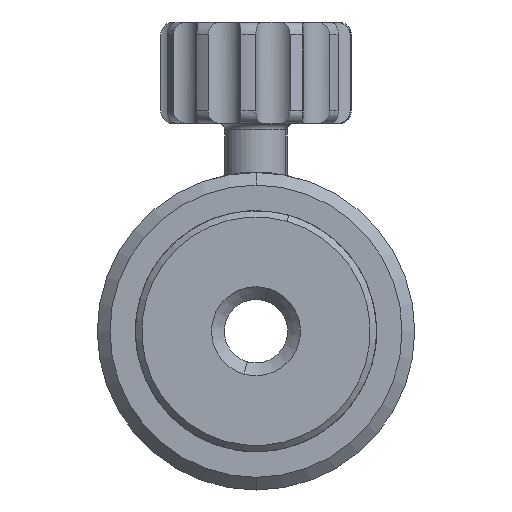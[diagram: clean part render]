
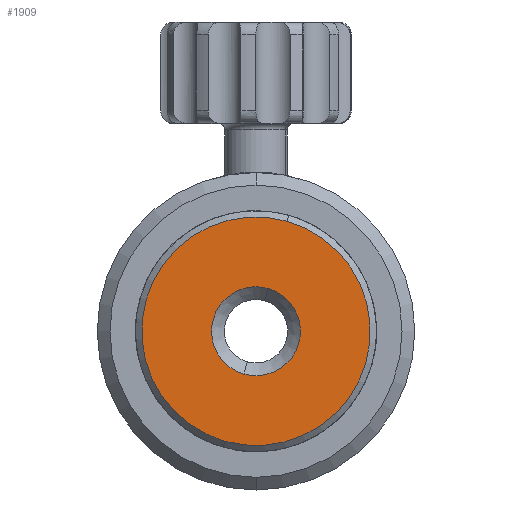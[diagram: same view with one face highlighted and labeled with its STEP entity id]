
A CAD part, front view. The second image highlights one B-rep face of the part: STEP entity #1909.
In plain terms, the highlighted planar face has unit normal (0, -1, 0).
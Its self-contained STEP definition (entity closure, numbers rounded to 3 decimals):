
#157 = CARTESIAN_POINT ( 'NONE',  ( 0., -9.728, 0. ) ) ;
#210 = CARTESIAN_POINT ( 'NONE',  ( 0.953, -9.728, 3.368 ) ) ;
#225 = FACE_BOUND ( 'NONE', #2845, .T. ) ;
#238 = CARTESIAN_POINT ( 'NONE',  ( 0., -9.728, 0. ) ) ;
#734 = EDGE_LOOP ( 'NONE', ( #2444, #2129 ) ) ;
#737 = VERTEX_POINT ( 'NONE', #210 ) ;
#775 = VERTEX_POINT ( 'NONE', #1396 ) ;
#777 = AXIS2_PLACEMENT_3D ( 'NONE', #2563, #1152, #3450 ) ;
#809 = DIRECTION ( 'NONE',  ( 0., -1., 0. ) ) ;
#961 = AXIS2_PLACEMENT_3D ( 'NONE', #2531, #809, #1156 ) ;
#991 = CARTESIAN_POINT ( 'NONE',  ( -2.451, -9.728, -8.66 ) ) ;
#995 = CIRCLE ( 'NONE', #1935, 3.5 ) ;
#1011 = DIRECTION ( 'NONE',  ( 0., 1., 0. ) ) ;
#1121 = PLANE ( 'NONE',  #1415 ) ;
#1131 = VERTEX_POINT ( 'NONE', #2449 ) ;
#1152 = DIRECTION ( 'NONE',  ( 0., 1., 0. ) ) ;
#1156 = DIRECTION ( 'NONE',  ( 0.272, 0., 0.962 ) ) ;
#1300 = ORIENTED_EDGE ( 'NONE', *, *, #1663, .T. ) ;
#1389 = DIRECTION ( 'NONE',  ( 0.272, 0., 0.962 ) ) ;
#1396 = CARTESIAN_POINT ( 'NONE',  ( -0.953, -9.728, -3.368 ) ) ;
#1415 = AXIS2_PLACEMENT_3D ( 'NONE', #238, #1995, #1389 ) ;
#1459 = EDGE_CURVE ( 'NONE', #775, #737, #2112, .T. ) ;
#1485 = FACE_OUTER_BOUND ( 'NONE', #734, .T. ) ;
#1663 = EDGE_CURVE ( 'NONE', #737, #775, #995, .T. ) ;
#1830 = DIRECTION ( 'NONE',  ( 0.272, 0., 0.962 ) ) ;
#1909 = ADVANCED_FACE ( 'NONE', ( #225, #1485 ), #1121, .F. ) ;
#1935 = AXIS2_PLACEMENT_3D ( 'NONE', #157, #1011, #2727 ) ;
#1995 = DIRECTION ( 'NONE',  ( 0., 1., 0. ) ) ;
#2112 = CIRCLE ( 'NONE', #777, 3.5 ) ;
#2126 = DIRECTION ( 'NONE',  ( 0., -1., 0. ) ) ;
#2129 = ORIENTED_EDGE ( 'NONE', *, *, #3047, .T. ) ;
#2256 = ORIENTED_EDGE ( 'NONE', *, *, #1459, .T. ) ;
#2364 = CARTESIAN_POINT ( 'NONE',  ( 0., -9.728, 0. ) ) ;
#2444 = ORIENTED_EDGE ( 'NONE', *, *, #3665, .T. ) ;
#2449 = CARTESIAN_POINT ( 'NONE',  ( 2.451, -9.728, 8.66 ) ) ;
#2531 = CARTESIAN_POINT ( 'NONE',  ( 0., -9.728, 0. ) ) ;
#2563 = CARTESIAN_POINT ( 'NONE',  ( 0., -9.728, 0. ) ) ;
#2727 = DIRECTION ( 'NONE',  ( 0.272, 0., 0.962 ) ) ;
#2780 = CIRCLE ( 'NONE', #961, 9. ) ;
#2845 = EDGE_LOOP ( 'NONE', ( #2256, #1300 ) ) ;
#3047 = EDGE_CURVE ( 'NONE', #3468, #1131, #2780, .T. ) ;
#3450 = DIRECTION ( 'NONE',  ( 0.272, 0., 0.962 ) ) ;
#3453 = AXIS2_PLACEMENT_3D ( 'NONE', #2364, #2126, #1830 ) ;
#3468 = VERTEX_POINT ( 'NONE', #991 ) ;
#3542 = CIRCLE ( 'NONE', #3453, 9. ) ;
#3665 = EDGE_CURVE ( 'NONE', #1131, #3468, #3542, .T. ) ;
